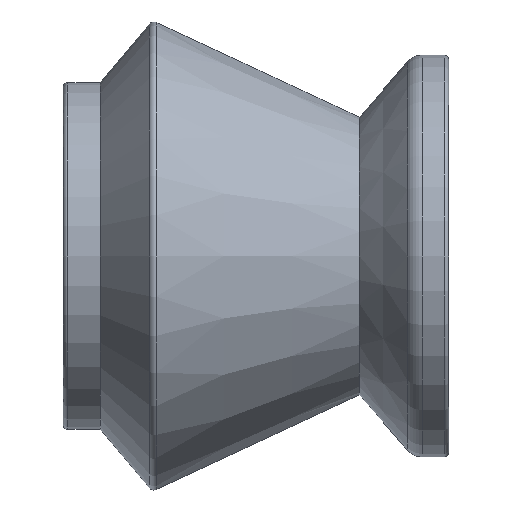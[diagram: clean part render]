
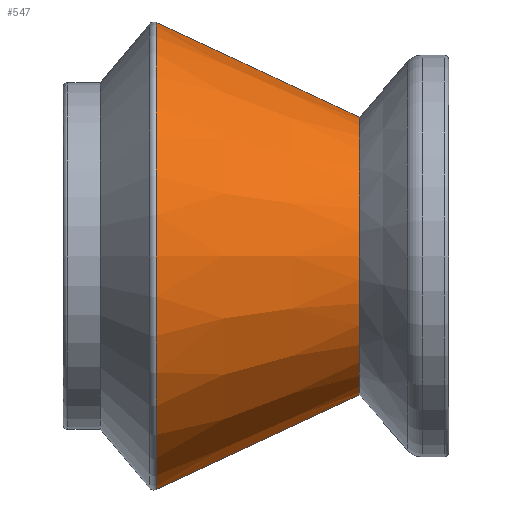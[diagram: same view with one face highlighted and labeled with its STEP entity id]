
A CAD part, front view. The second image highlights one B-rep face of the part: STEP entity #547.
In plain terms, the highlighted conical face has half-angle 25 degrees and reference radius 38.464 mm.
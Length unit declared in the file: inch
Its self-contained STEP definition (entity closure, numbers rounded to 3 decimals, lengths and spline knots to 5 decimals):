
#3 = AXIS2_PLACEMENT_3D ( 'NONE', #5, #96, #383 ) ;
#5 = CARTESIAN_POINT ( 'NONE',  ( -0.64674, 1.226, 16. ) ) ;
#19 = CARTESIAN_POINT ( 'NONE',  ( -0.64674, 1.226, 17.51434 ) ) ;
#96 = DIRECTION ( 'NONE',  ( -1., 0., 0. ) ) ;
#140 = ORIENTED_EDGE ( 'NONE', *, *, #212, .T. ) ;
#163 = VERTEX_POINT ( 'NONE', #364 ) ;
#167 = VERTEX_POINT ( 'NONE', #19 ) ;
#174 = ORIENTED_EDGE ( 'NONE', *, *, #385, .F. ) ;
#212 = EDGE_CURVE ( 'NONE', #537, #167, #630, .T. ) ;
#216 = VECTOR ( 'NONE', #310, 39.37008 ) ;
#242 = CIRCLE ( 'NONE', #376, 1.51434 ) ;
#246 = EDGE_LOOP ( 'NONE', ( #492, #174, #140, #284 ) ) ;
#257 = CONICAL_SURFACE ( 'NONE', #3, 1.51434, 0.436 ) ;
#259 = FACE_OUTER_BOUND ( 'NONE', #246, .T. ) ;
#281 = EDGE_CURVE ( 'NONE', #563, #163, #405, .T. ) ;
#284 = ORIENTED_EDGE ( 'NONE', *, *, #525, .T. ) ;
#290 = CARTESIAN_POINT ( 'NONE',  ( -0.64674, 1.226, 17.51434 ) ) ;
#292 = CARTESIAN_POINT ( 'NONE',  ( -0.64674, 1.226, 16. ) ) ;
#310 = DIRECTION ( 'NONE',  ( -0.906, 0., -0.423 ) ) ;
#342 = DIRECTION ( 'NONE',  ( 0., 0., -1. ) ) ;
#364 = CARTESIAN_POINT ( 'NONE',  ( -0.64674, 1.226, 14.48566 ) ) ;
#376 = AXIS2_PLACEMENT_3D ( 'NONE', #292, #530, #538 ) ;
#383 = DIRECTION ( 'NONE',  ( 0., 0., 1. ) ) ;
#385 = EDGE_CURVE ( 'NONE', #537, #563, #475, .T. ) ;
#405 = LINE ( 'NONE', #582, #216 ) ;
#407 = VECTOR ( 'NONE', #511, 39.37008 ) ;
#453 = AXIS2_PLACEMENT_3D ( 'NONE', #578, #588, #342 ) ;
#475 = CIRCLE ( 'NONE', #453, 0.9001 ) ;
#476 = CARTESIAN_POINT ( 'NONE',  ( 0.67051, 1.226, 16.9001 ) ) ;
#492 = ORIENTED_EDGE ( 'NONE', *, *, #281, .F. ) ;
#511 = DIRECTION ( 'NONE',  ( -0.906, 0., 0.423 ) ) ;
#525 = EDGE_CURVE ( 'NONE', #167, #163, #242, .T. ) ;
#530 = DIRECTION ( 'NONE',  ( 1., 0., 0. ) ) ;
#537 = VERTEX_POINT ( 'NONE', #476 ) ;
#538 = DIRECTION ( 'NONE',  ( 0., 0., -1. ) ) ;
#546 = CARTESIAN_POINT ( 'NONE',  ( 0.67051, 1.226, 15.0999 ) ) ;
#547 = ADVANCED_FACE ( 'NONE', ( #259 ), #257, .T. ) ;
#563 = VERTEX_POINT ( 'NONE', #546 ) ;
#578 = CARTESIAN_POINT ( 'NONE',  ( 0.67051, 1.226, 16. ) ) ;
#582 = CARTESIAN_POINT ( 'NONE',  ( -0.64674, 1.226, 14.48566 ) ) ;
#588 = DIRECTION ( 'NONE',  ( 1., 0., 0. ) ) ;
#630 = LINE ( 'NONE', #290, #407 ) ;
